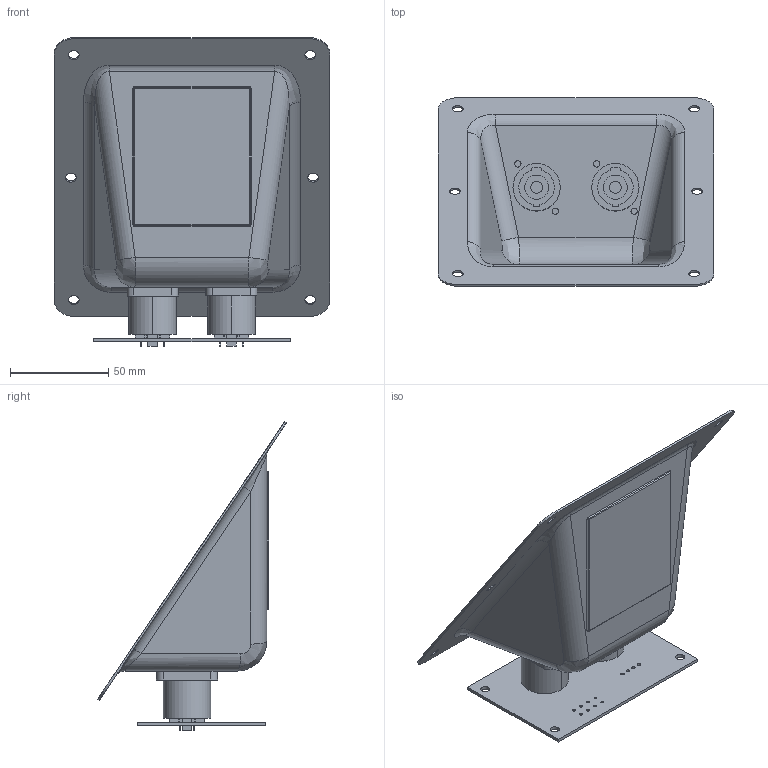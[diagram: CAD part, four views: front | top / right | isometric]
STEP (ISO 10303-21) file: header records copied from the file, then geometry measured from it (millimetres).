
FILE_DESCRIPTION(('KiCad electronic assembly'),'2;1');
FILE_NAME('Ingressi.step','2021-01-24T16:20:50',('An Author'),( 'A Company'),'Open CASCADE STEP processor 6.9', 'KiCad to STEP converter','Unknown');
FILE_SCHEMA(('AUTOMOTIVE_DESIGN { 1 0 10303 214 1 1 1 1 }'));
Length unit declared in the file: millimetre
Products named in the file (6): Open CASCADE STEP translator 6.9 1; NL4MP; SOLID; AH_87160; COMPOUND
Assembly tree (6 placements, depth 3):
  Open CASCADE STEP translator 6.9 1
    NL4MP  x2
      SOLID
    AH_87160
      SOLID
    COMPOUND
Bounding box: 140 x 95.89 x 156.68 mm (x, y, z)
Volume: 62250.6 mm3; surface area: 91331.5 mm2
Topology: 4 solids, 4 shells, 324 faces, 834 edges, 538 vertices
Faces by surface type: plane 166, cylinder 122, bspline 12, cone 8, sphere 8, torus 8
Full cylindrical faces by diameter (mm): 1.4 x8, 1.7 x4, 3.2 x4, 4.5 x4, 5.5 x6, 24 x2
Entity records: 18334 total; most frequent: CARTESIAN_POINT 6183, DIRECTION 2233, LINE 1293, VECTOR 1293, ORIENTED_EDGE 1212, PCURVE 1212, DEFINITIONAL_REPRESENTATION 1212, EDGE_CURVE 606
